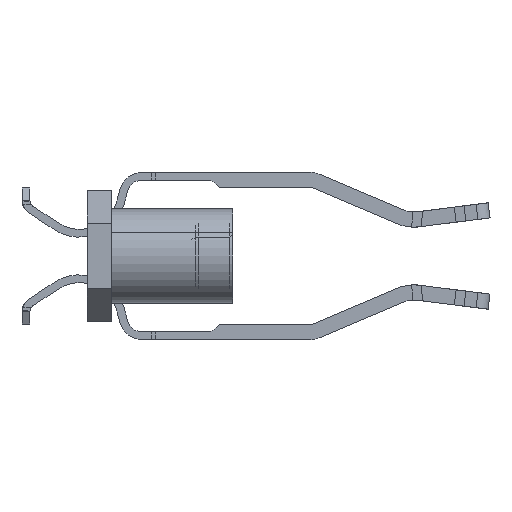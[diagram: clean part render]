
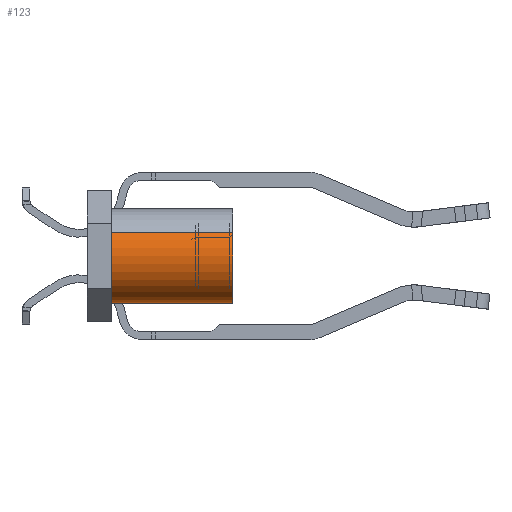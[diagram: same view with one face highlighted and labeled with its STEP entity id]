
A CAD part, left-side view. The second image highlights one B-rep face of the part: STEP entity #123.
In plain terms, the highlighted cylindrical face has radius 1.968 mm (diameter 3.937 mm), a partial arc.
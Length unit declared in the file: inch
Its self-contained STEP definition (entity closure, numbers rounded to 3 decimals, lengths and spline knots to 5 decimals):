
#40 = CYLINDRICAL_SURFACE ( 'NONE', #26094, 0.0775 ) ;
#123 = ADVANCED_FACE ( 'NONE', ( #12886 ), #40, .T. ) ;
#197 = CIRCLE ( 'NONE', #10577, 0.0775 ) ;
#853 = CARTESIAN_POINT ( 'NONE',  ( 0., 0.24, 0.0775 ) ) ;
#969 = EDGE_CURVE ( 'NONE', #999, #19891, #14685, .T. ) ;
#999 = VERTEX_POINT ( 'NONE', #17683 ) ;
#1337 = DIRECTION ( 'NONE',  ( 0., 0., -1. ) ) ;
#3037 = LINE ( 'NONE', #6031, #22223 ) ;
#3130 = DIRECTION ( 'NONE',  ( 0., 1., 0. ) ) ;
#4818 = VECTOR ( 'NONE', #15295, 39.37008 ) ;
#5861 = VERTEX_POINT ( 'NONE', #10879 ) ;
#6031 = CARTESIAN_POINT ( 'NONE',  ( 0., 0.24, -0.0775 ) ) ;
#6220 = ORIENTED_EDGE ( 'NONE', *, *, #969, .F. ) ;
#6769 = ORIENTED_EDGE ( 'NONE', *, *, #23949, .T. ) ;
#7180 = EDGE_CURVE ( 'NONE', #999, #5861, #3037, .T. ) ;
#9778 = AXIS2_PLACEMENT_3D ( 'NONE', #17585, #3130, #19980 ) ;
#10577 = AXIS2_PLACEMENT_3D ( 'NONE', #28823, #14438, #15896 ) ;
#10879 = CARTESIAN_POINT ( 'NONE',  ( 0., 0.04, -0.0775 ) ) ;
#10891 = DIRECTION ( 'NONE',  ( 0., -1., 0. ) ) ;
#12886 = FACE_OUTER_BOUND ( 'NONE', #26329, .T. ) ;
#14438 = DIRECTION ( 'NONE',  ( 0., 1., 0. ) ) ;
#14685 = CIRCLE ( 'NONE', #9778, 0.0775 ) ;
#15295 = DIRECTION ( 'NONE',  ( 0., -1., 0. ) ) ;
#15777 = CARTESIAN_POINT ( 'NONE',  ( 0., 0.24, 0. ) ) ;
#15896 = DIRECTION ( 'NONE',  ( 0., 0., 1. ) ) ;
#17585 = CARTESIAN_POINT ( 'NONE',  ( 0., 0.24, 0. ) ) ;
#17683 = CARTESIAN_POINT ( 'NONE',  ( 0., 0.24, -0.0775 ) ) ;
#18957 = EDGE_CURVE ( 'NONE', #19891, #26535, #23251, .T. ) ;
#19891 = VERTEX_POINT ( 'NONE', #30848 ) ;
#19980 = DIRECTION ( 'NONE',  ( 0., 0., 1. ) ) ;
#22223 = VECTOR ( 'NONE', #10891, 39.37008 ) ;
#23251 = LINE ( 'NONE', #853, #4818 ) ;
#23949 = EDGE_CURVE ( 'NONE', #5861, #26535, #197, .T. ) ;
#25329 = DIRECTION ( 'NONE',  ( 0., -1., 0. ) ) ;
#26094 = AXIS2_PLACEMENT_3D ( 'NONE', #15777, #25329, #1337 ) ;
#26329 = EDGE_LOOP ( 'NONE', ( #28772, #6220, #29124, #6769 ) ) ;
#26535 = VERTEX_POINT ( 'NONE', #27866 ) ;
#27866 = CARTESIAN_POINT ( 'NONE',  ( 0., 0.04, 0.0775 ) ) ;
#28772 = ORIENTED_EDGE ( 'NONE', *, *, #18957, .F. ) ;
#28823 = CARTESIAN_POINT ( 'NONE',  ( 0., 0.04, 0. ) ) ;
#29124 = ORIENTED_EDGE ( 'NONE', *, *, #7180, .T. ) ;
#30848 = CARTESIAN_POINT ( 'NONE',  ( 0., 0.24, 0.0775 ) ) ;
